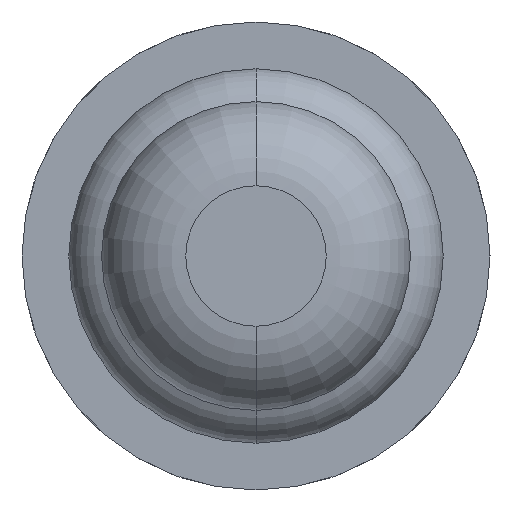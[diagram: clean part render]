
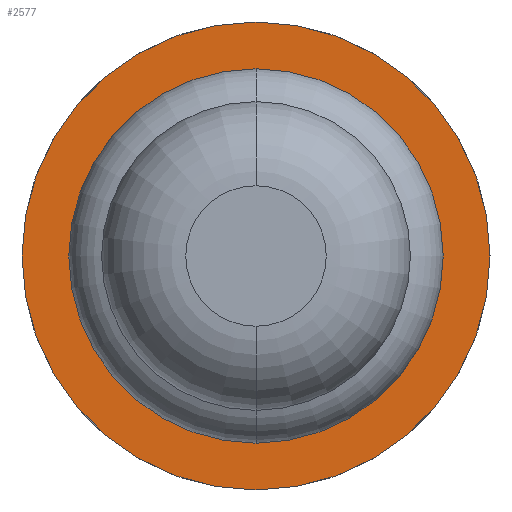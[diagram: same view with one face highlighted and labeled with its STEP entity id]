
A CAD part, front view. The second image highlights one B-rep face of the part: STEP entity #2577.
In plain terms, the highlighted planar face has unit normal (0, -1, 0).
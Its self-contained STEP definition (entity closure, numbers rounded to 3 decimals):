
#211 = DIRECTION ( 'NONE',  ( 0., 0., 1. ) ) ;
#232 = DIRECTION ( 'NONE',  ( -1., 0., 0. ) ) ;
#392 = VERTEX_POINT ( 'NONE', #4475 ) ;
#496 = EDGE_CURVE ( 'Defeature ausgef�hrt1_59+Defeature ausgef�hrt1_60+Defeature ausgef�hrt1_60+Defeature ausgef�hrt1_60', #3479, #392, #5495, .T. ) ;
#537 = CARTESIAN_POINT ( 'NONE',  ( 0., 5., -0.64 ) ) ;
#624 = DIRECTION ( 'NONE',  ( 0., 1., 0. ) ) ;
#766 = EDGE_LOOP ( 'NONE', ( #4585, #5358 ) ) ;
#993 = DIRECTION ( 'NONE',  ( -1., 0., 0. ) ) ;
#1075 = ORIENTED_EDGE ( 'NONE', *, *, #3476, .T. ) ;
#1201 = VERTEX_POINT ( 'NONE', #537 ) ;
#1305 = CARTESIAN_POINT ( 'NONE',  ( 0., 5., 0. ) ) ;
#1791 = AXIS2_PLACEMENT_3D ( 'NONE', #3126, #4895, #993 ) ;
#1886 = AXIS2_PLACEMENT_3D ( 'NONE', #5407, #2402, #4531 ) ;
#2402 = DIRECTION ( 'NONE',  ( 0., 1., 0. ) ) ;
#2411 = VERTEX_POINT ( 'NONE', #2681 ) ;
#2577 = ADVANCED_FACE ( 'Defeature ausgef�hrt1_60', ( #3227, #2632 ), #5273, .F. ) ;
#2625 = CIRCLE ( 'NONE', #3513, 1.25 ) ;
#2632 = FACE_BOUND ( 'NONE', #3318, .T. ) ;
#2681 = CARTESIAN_POINT ( 'NONE',  ( 0., 5., 0.64 ) ) ;
#2782 = CARTESIAN_POINT ( 'NONE',  ( 0., 5., 0. ) ) ;
#2948 = AXIS2_PLACEMENT_3D ( 'NONE', #2782, #4060, #211 ) ;
#2980 = DIRECTION ( 'NONE',  ( 0., 0., 1. ) ) ;
#3019 = EDGE_CURVE ( 'Defeature ausgef�hrt1_59+Defeature ausgef�hrt1_60+Defeature ausgef�hrt1_60+Defeature ausgef�hrt1_60', #392, #3479, #2625, .T. ) ;
#3126 = CARTESIAN_POINT ( 'NONE',  ( 1.25, 5., 0. ) ) ;
#3169 = CIRCLE ( 'NONE', #4953, 0.64 ) ;
#3227 = FACE_OUTER_BOUND ( 'NONE', #766, .T. ) ;
#3318 = EDGE_LOOP ( 'NONE', ( #1075, #3784 ) ) ;
#3476 = EDGE_CURVE ( 'Defeature ausgef�hrt1_60+Defeature ausgef�hrt1_10+Defeature ausgef�hrt1_10+Defeature ausgef�hrt1_10', #2411, #1201, #4142, .T. ) ;
#3479 = VERTEX_POINT ( 'NONE', #4505 ) ;
#3513 = AXIS2_PLACEMENT_3D ( 'NONE', #5362, #624, #232 ) ;
#3581 = EDGE_CURVE ( 'Defeature ausgef�hrt1_60+Defeature ausgef�hrt1_10+Defeature ausgef�hrt1_10+Defeature ausgef�hrt1_10', #1201, #2411, #3169, .T. ) ;
#3784 = ORIENTED_EDGE ( 'NONE', *, *, #3581, .T. ) ;
#4060 = DIRECTION ( 'NONE',  ( 0., 1., 0. ) ) ;
#4142 = CIRCLE ( 'NONE', #2948, 0.64 ) ;
#4275 = DIRECTION ( 'NONE',  ( 0., 1., 0. ) ) ;
#4475 = CARTESIAN_POINT ( 'NONE',  ( 1.25, 5., 0. ) ) ;
#4505 = CARTESIAN_POINT ( 'NONE',  ( -1.25, 5., 0. ) ) ;
#4531 = DIRECTION ( 'NONE',  ( -1., 0., 0. ) ) ;
#4585 = ORIENTED_EDGE ( 'NONE', *, *, #496, .F. ) ;
#4895 = DIRECTION ( 'NONE',  ( 0., 1., 0. ) ) ;
#4953 = AXIS2_PLACEMENT_3D ( 'NONE', #1305, #4275, #2980 ) ;
#5273 = PLANE ( 'NONE',  #1791 ) ;
#5358 = ORIENTED_EDGE ( 'NONE', *, *, #3019, .F. ) ;
#5362 = CARTESIAN_POINT ( 'NONE',  ( 0., 5., 0. ) ) ;
#5407 = CARTESIAN_POINT ( 'NONE',  ( 0., 5., 0. ) ) ;
#5495 = CIRCLE ( 'NONE', #1886, 1.25 ) ;
